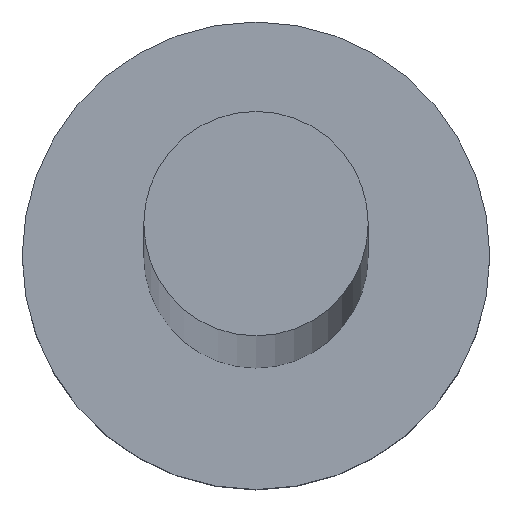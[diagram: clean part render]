
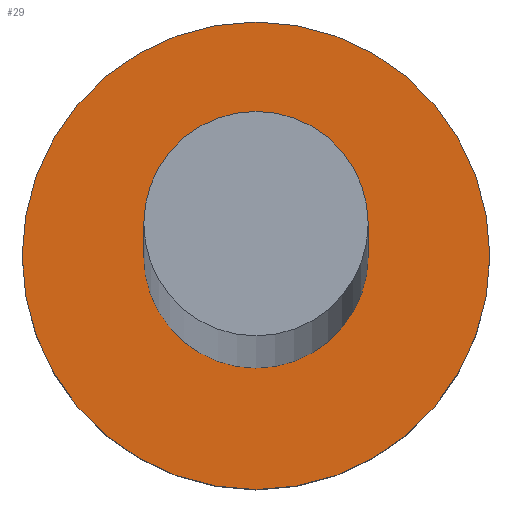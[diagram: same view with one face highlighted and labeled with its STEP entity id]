
A CAD part, top view. The second image highlights one B-rep face of the part: STEP entity #29.
In plain terms, the highlighted planar face has unit normal (0, 0, 1).
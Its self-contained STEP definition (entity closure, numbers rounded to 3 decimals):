
#10 = DIRECTION ( 'NONE',  ( 1., 0., 0. ) ) ;
#11 = CIRCLE ( 'NONE', #110, 0.6 ) ;
#12 = CARTESIAN_POINT ( 'NONE',  ( -0.6, 0., 1.2 ) ) ;
#15 = CARTESIAN_POINT ( 'NONE',  ( -1.25, 0., 1.2 ) ) ;
#24 = EDGE_LOOP ( 'NONE', ( #107, #225 ) ) ;
#27 = VERTEX_POINT ( 'NONE', #67 ) ;
#29 = ADVANCED_FACE ( 'NONE', ( #159, #228 ), #73, .T. ) ;
#33 = CIRCLE ( 'NONE', #118, 1.25 ) ;
#36 = CARTESIAN_POINT ( 'NONE',  ( 0., 0., 1.2 ) ) ;
#42 = VERTEX_POINT ( 'NONE', #12 ) ;
#46 = VERTEX_POINT ( 'NONE', #128 ) ;
#58 = AXIS2_PLACEMENT_3D ( 'NONE', #112, #171, #10 ) ;
#67 = CARTESIAN_POINT ( 'NONE',  ( 1.25, 0., 1.2 ) ) ;
#69 = AXIS2_PLACEMENT_3D ( 'NONE', #209, #143, #190 ) ;
#70 = EDGE_CURVE ( 'NONE', #42, #46, #11, .T. ) ;
#73 = PLANE ( 'NONE',  #69 ) ;
#93 = CARTESIAN_POINT ( 'NONE',  ( 0., 0., 1.2 ) ) ;
#94 = AXIS2_PLACEMENT_3D ( 'NONE', #36, #249, #113 ) ;
#95 = CARTESIAN_POINT ( 'NONE',  ( 0., 0., 1.2 ) ) ;
#96 = DIRECTION ( 'NONE',  ( 0., 0., 1. ) ) ;
#107 = ORIENTED_EDGE ( 'NONE', *, *, #199, .T. ) ;
#110 = AXIS2_PLACEMENT_3D ( 'NONE', #95, #167, #232 ) ;
#112 = CARTESIAN_POINT ( 'NONE',  ( 0., 0., 1.2 ) ) ;
#113 = DIRECTION ( 'NONE',  ( 1., 0., 0. ) ) ;
#118 = AXIS2_PLACEMENT_3D ( 'NONE', #93, #96, #188 ) ;
#121 = VERTEX_POINT ( 'NONE', #15 ) ;
#122 = EDGE_CURVE ( 'NONE', #27, #121, #33, .T. ) ;
#123 = ORIENTED_EDGE ( 'NONE', *, *, #179, .F. ) ;
#128 = CARTESIAN_POINT ( 'NONE',  ( 0.6, 0., 1.2 ) ) ;
#143 = DIRECTION ( 'NONE',  ( 0., 0., 1. ) ) ;
#152 = CIRCLE ( 'NONE', #94, 1.25 ) ;
#159 = FACE_BOUND ( 'NONE', #219, .T. ) ;
#161 = CIRCLE ( 'NONE', #58, 0.6 ) ;
#167 = DIRECTION ( 'NONE',  ( 0., 0., 1. ) ) ;
#171 = DIRECTION ( 'NONE',  ( 0., 0., 1. ) ) ;
#179 = EDGE_CURVE ( 'NONE', #46, #42, #161, .T. ) ;
#188 = DIRECTION ( 'NONE',  ( 1., 0., 0. ) ) ;
#190 = DIRECTION ( 'NONE',  ( 1., 0., 0. ) ) ;
#199 = EDGE_CURVE ( 'NONE', #121, #27, #152, .T. ) ;
#202 = ORIENTED_EDGE ( 'NONE', *, *, #70, .F. ) ;
#209 = CARTESIAN_POINT ( 'NONE',  ( 0., 0., 1.2 ) ) ;
#219 = EDGE_LOOP ( 'NONE', ( #202, #123 ) ) ;
#225 = ORIENTED_EDGE ( 'NONE', *, *, #122, .T. ) ;
#228 = FACE_OUTER_BOUND ( 'NONE', #24, .T. ) ;
#232 = DIRECTION ( 'NONE',  ( 1., 0., 0. ) ) ;
#249 = DIRECTION ( 'NONE',  ( 0., 0., 1. ) ) ;
